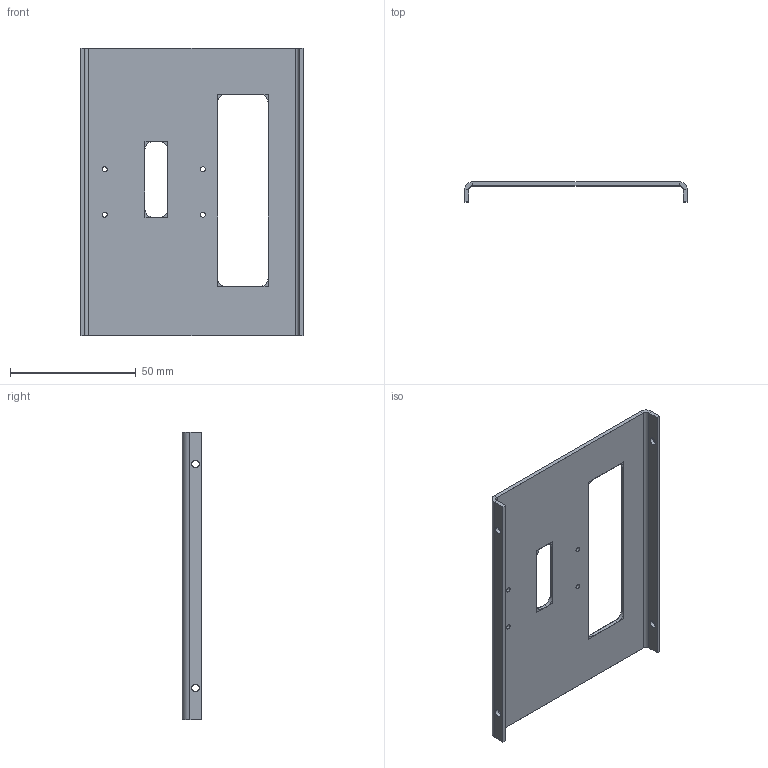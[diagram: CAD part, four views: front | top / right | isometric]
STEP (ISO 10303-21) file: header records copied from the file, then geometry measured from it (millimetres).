
FILE_DESCRIPTION (( 'STEP AP214' ), '1' );
FILE_NAME ('Chest_Upper.STEP', '2013-03-12T14:57:42', ( 'Mickael' ), ( '' ), 'SwSTEP 2.0', 'SolidWorks 2013', '' );
FILE_SCHEMA (( 'AUTOMOTIVE_DESIGN' ));
Length unit declared in the file: millimetre
Products named in the file (1): Chest_Upper
Bounding box: 88.26 x 7.87 x 114.3 mm (x, y, z)
Volume: 26483.8 mm3; surface area: 36358.5 mm2
Topology: 2 solids, 2 shells, 76 faces, 200 edges, 128 vertices
Faces by surface type: plane 40, cylinder 36
Entity records: 2455 total; most frequent: DIRECTION 426, CARTESIAN_POINT 405, ORIENTED_EDGE 400, EDGE_CURVE 200, AXIS2_PLACEMENT_3D 149, VECTOR 128, VERTEX_POINT 128, LINE 128
